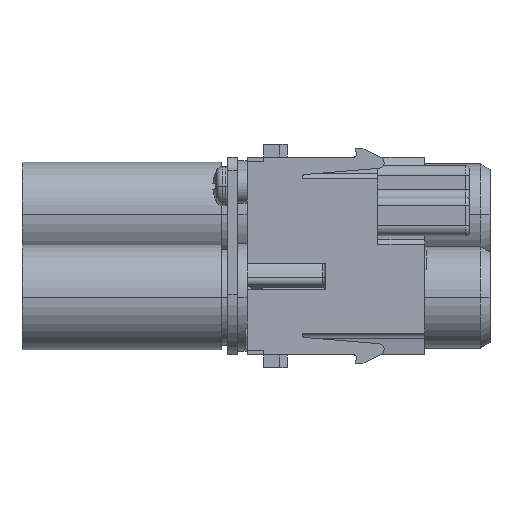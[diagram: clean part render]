
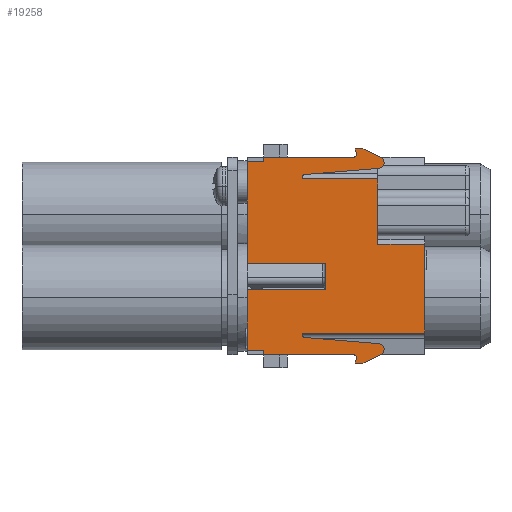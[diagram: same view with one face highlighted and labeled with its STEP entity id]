
A CAD part, left-side view. The second image highlights one B-rep face of the part: STEP entity #19258.
In plain terms, the highlighted planar face has unit normal (-1, 0, 0).
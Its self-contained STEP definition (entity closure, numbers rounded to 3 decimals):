
#2970=DIRECTION('',(0.,0.,-1.));
#2971=VECTOR('',#2970,9.3);
#2972=CARTESIAN_POINT('',(-14.65,0.,-5.15));
#2973=LINE('',#2972,#2971);
#3103=DIRECTION('',(0.,0.,-1.));
#3104=VECTOR('',#3103,15.6);
#3105=CARTESIAN_POINT('',(-14.65,0.,14.45));
#3106=LINE('',#3105,#3104);
#4554=DIRECTION('',(0.,-1.,0.));
#4555=VECTOR('',#4554,13.85);
#4556=CARTESIAN_POINT('',(-14.65,-2.5,15.15));
#4557=LINE('',#4556,#4555);
#4647=DIRECTION('',(0.,0.,1.));
#4648=VECTOR('',#4647,10.);
#4649=CARTESIAN_POINT('',(-14.65,-20.,1.8));
#4650=LINE('',#4649,#4648);
#4651=DIRECTION('',(0.,1.,0.));
#4652=VECTOR('',#4651,7.2);
#4653=CARTESIAN_POINT('',(-14.65,-27.2,1.8));
#4654=LINE('',#4653,#4652);
#4655=DIRECTION('',(0.,-1.,0.));
#4656=VECTOR('',#4655,18.7);
#4657=CARTESIAN_POINT('',(-14.65,-8.5,-11.8));
#4658=LINE('',#4657,#4656);
#4659=DIRECTION('',(0.,0.,-1.));
#4660=VECTOR('',#4659,0.374);
#4661=CARTESIAN_POINT('',(-14.65,-8.5,-11.8));
#4662=LINE('',#4661,#4660);
#4663=CARTESIAN_POINT('',(-14.65,-8.8,-12.174));
#4664=DIRECTION('',(-1.,0.,0.));
#4665=DIRECTION('',(0.,1.,0.));
#4666=AXIS2_PLACEMENT_3D('',#4663,#4664,#4665);
#4668=DIRECTION('',(0.,-0.996,-0.084));
#4669=VECTOR('',#4668,11.44);
#4670=CARTESIAN_POINT('',(-14.65,-8.775,-12.473));
#4671=LINE('',#4670,#4669);
#4672=CARTESIAN_POINT('',(-14.65,-20.1,-14.317));
#4673=DIRECTION('',(1.,0.,0.));
#4674=DIRECTION('',(0.,-0.084,0.996));
#4675=AXIS2_PLACEMENT_3D('',#4672,#4673,#4674);
#4677=DIRECTION('',(0.,0.906,-0.423));
#4678=VECTOR('',#4677,3.023);
#4679=CARTESIAN_POINT('',(-14.65,-20.476,-15.123));
#4680=LINE('',#4679,#4678);
#4681=DIRECTION('',(0.,1.,0.));
#4682=VECTOR('',#4681,1.2);
#4683=CARTESIAN_POINT('',(-14.65,-17.736,-16.4));
#4684=LINE('',#4683,#4682);
#4685=DIRECTION('',(0.,-0.259,0.966));
#4686=VECTOR('',#4685,0.773);
#4687=CARTESIAN_POINT('',(-14.65,-16.536,-16.4));
#4688=LINE('',#4687,#4686);
#4689=CARTESIAN_POINT('',(-14.65,-16.35,-15.55));
#4690=DIRECTION('',(-1.,0.,0.));
#4691=DIRECTION('',(0.,-0.966,-0.259));
#4692=AXIS2_PLACEMENT_3D('',#4689,#4690,#4691);
#4694=DIRECTION('',(0.,0.,-1.));
#4695=VECTOR('',#4694,0.7);
#4696=CARTESIAN_POINT('',(-14.65,-2.5,-14.45));
#4697=LINE('',#4696,#4695);
#4698=DIRECTION('',(0.,-1.,0.));
#4699=VECTOR('',#4698,2.5);
#4700=CARTESIAN_POINT('',(-14.65,0.,-14.45));
#4701=LINE('',#4700,#4699);
#4702=DIRECTION('',(0.,-1.,0.));
#4703=VECTOR('',#4702,12.);
#4704=CARTESIAN_POINT('',(-14.65,0.,-5.15));
#4705=LINE('',#4704,#4703);
#4706=DIRECTION('',(0.,0.,1.));
#4707=VECTOR('',#4706,4.);
#4708=CARTESIAN_POINT('',(-14.65,-12.,-5.15));
#4709=LINE('',#4708,#4707);
#4710=DIRECTION('',(0.,-1.,0.));
#4711=VECTOR('',#4710,12.);
#4712=CARTESIAN_POINT('',(-14.65,0.,-1.15));
#4713=LINE('',#4712,#4711);
#4714=DIRECTION('',(0.,-1.,0.));
#4715=VECTOR('',#4714,2.5);
#4716=CARTESIAN_POINT('',(-14.65,0.,14.45));
#4717=LINE('',#4716,#4715);
#4718=DIRECTION('',(0.,0.,-1.));
#4719=VECTOR('',#4718,0.7);
#4720=CARTESIAN_POINT('',(-14.65,-2.5,15.15));
#4721=LINE('',#4720,#4719);
#4722=CARTESIAN_POINT('',(-14.65,-16.35,15.55));
#4723=DIRECTION('',(-1.,0.,0.));
#4724=DIRECTION('',(0.,0.,-1.));
#4725=AXIS2_PLACEMENT_3D('',#4722,#4723,#4724);
#4727=DIRECTION('',(0.,0.259,0.966));
#4728=VECTOR('',#4727,0.773);
#4729=CARTESIAN_POINT('',(-14.65,-16.736,15.654));
#4730=LINE('',#4729,#4728);
#4731=DIRECTION('',(0.,-1.,0.));
#4732=VECTOR('',#4731,1.2);
#4733=CARTESIAN_POINT('',(-14.65,-16.536,16.4));
#4734=LINE('',#4733,#4732);
#4735=DIRECTION('',(0.,-0.906,-0.423));
#4736=VECTOR('',#4735,3.023);
#4737=CARTESIAN_POINT('',(-14.65,-17.736,16.4));
#4738=LINE('',#4737,#4736);
#4739=CARTESIAN_POINT('',(-14.65,-20.1,14.317));
#4740=DIRECTION('',(1.,0.,0.));
#4741=DIRECTION('',(0.,-0.423,0.906));
#4742=AXIS2_PLACEMENT_3D('',#4739,#4740,#4741);
#4744=DIRECTION('',(0.,0.996,-0.084));
#4745=VECTOR('',#4744,11.44);
#4746=CARTESIAN_POINT('',(-14.65,-20.174,13.43));
#4747=LINE('',#4746,#4745);
#4748=CARTESIAN_POINT('',(-14.65,-8.8,12.174));
#4749=DIRECTION('',(-1.,0.,0.));
#4750=DIRECTION('',(0.,0.084,0.996));
#4751=AXIS2_PLACEMENT_3D('',#4748,#4749,#4750);
#4753=DIRECTION('',(0.,0.,-1.));
#4754=VECTOR('',#4753,0.374);
#4755=CARTESIAN_POINT('',(-14.65,-8.5,12.174));
#4756=LINE('',#4755,#4754);
#4757=DIRECTION('',(0.,-1.,0.));
#4758=VECTOR('',#4757,11.5);
#4759=CARTESIAN_POINT('',(-14.65,-8.5,11.8));
#4760=LINE('',#4759,#4758);
#4798=DIRECTION('',(0.,0.,1.));
#4799=VECTOR('',#4798,13.6);
#4800=CARTESIAN_POINT('',(-14.65,-27.2,-11.8));
#4801=LINE('',#4800,#4799);
#6242=DIRECTION('',(0.,1.,0.));
#6243=VECTOR('',#6242,13.85);
#6244=CARTESIAN_POINT('',(-14.65,-16.35,-15.15));
#6245=LINE('',#6244,#6243);
#11199=CARTESIAN_POINT('',(-14.65,0.,-1.15));
#11200=VERTEX_POINT('',#11199);
#11201=CARTESIAN_POINT('',(-14.65,0.,-5.15));
#11203=VERTEX_POINT('',#11201);
#11205=CARTESIAN_POINT('',(-14.65,-12.,-5.15));
#11206=CARTESIAN_POINT('',(-14.65,-12.,-1.15));
#11207=VERTEX_POINT('',#11205);
#11208=VERTEX_POINT('',#11206);
#11241=CARTESIAN_POINT('',(-14.65,0.,14.45));
#11243=VERTEX_POINT('',#11241);
#11259=CARTESIAN_POINT('',(-14.65,0.,-14.45));
#11261=VERTEX_POINT('',#11259);
#11267=CARTESIAN_POINT('',(-14.65,-2.5,15.15));
#11268=CARTESIAN_POINT('',(-14.65,-2.5,14.45));
#11269=VERTEX_POINT('',#11267);
#11270=VERTEX_POINT('',#11268);
#11271=CARTESIAN_POINT('',(-14.65,-2.5,-14.45));
#11272=CARTESIAN_POINT('',(-14.65,-2.5,-15.15));
#11273=VERTEX_POINT('',#11271);
#11274=VERTEX_POINT('',#11272);
#11529=CARTESIAN_POINT('',(-14.65,-8.5,-11.8));
#11530=CARTESIAN_POINT('',(-14.65,-27.2,-11.8));
#11531=VERTEX_POINT('',#11529);
#11532=VERTEX_POINT('',#11530);
#11553=CARTESIAN_POINT('',(-14.65,-8.5,11.8));
#11554=VERTEX_POINT('',#11553);
#11557=CARTESIAN_POINT('',(-14.65,-16.35,15.15));
#11558=CARTESIAN_POINT('',(-14.65,-16.736,15.654));
#11559=VERTEX_POINT('',#11557);
#11560=VERTEX_POINT('',#11558);
#11561=CARTESIAN_POINT('',(-14.65,-16.536,16.4));
#11562=VERTEX_POINT('',#11561);
#11563=CARTESIAN_POINT('',(-14.65,-17.736,16.4));
#11564=VERTEX_POINT('',#11563);
#11565=CARTESIAN_POINT('',(-14.65,-20.476,15.123));
#11566=VERTEX_POINT('',#11565);
#11567=CARTESIAN_POINT('',(-14.65,-20.174,13.43));
#11568=VERTEX_POINT('',#11567);
#11569=CARTESIAN_POINT('',(-14.65,-8.775,12.473));
#11570=VERTEX_POINT('',#11569);
#11589=CARTESIAN_POINT('',(-14.65,-8.5,12.174));
#11590=VERTEX_POINT('',#11589);
#11591=CARTESIAN_POINT('',(-14.65,-8.775,-12.473));
#11592=CARTESIAN_POINT('',(-14.65,-20.174,-13.43));
#11593=VERTEX_POINT('',#11591);
#11594=VERTEX_POINT('',#11592);
#11595=CARTESIAN_POINT('',(-14.65,-20.476,-15.123));
#11596=VERTEX_POINT('',#11595);
#11597=CARTESIAN_POINT('',(-14.65,-17.736,-16.4));
#11598=VERTEX_POINT('',#11597);
#11599=CARTESIAN_POINT('',(-14.65,-16.536,-16.4));
#11600=VERTEX_POINT('',#11599);
#11601=CARTESIAN_POINT('',(-14.65,-16.736,-15.654));
#11602=VERTEX_POINT('',#11601);
#11603=CARTESIAN_POINT('',(-14.65,-16.35,-15.15));
#11604=VERTEX_POINT('',#11603);
#11623=CARTESIAN_POINT('',(-14.65,-8.5,-12.174));
#11624=VERTEX_POINT('',#11623);
#11715=CARTESIAN_POINT('',(-14.65,-20.,1.8));
#11716=CARTESIAN_POINT('',(-14.65,-20.,11.8));
#11717=VERTEX_POINT('',#11715);
#11718=VERTEX_POINT('',#11716);
#11719=CARTESIAN_POINT('',(-14.65,-27.2,1.8));
#11720=VERTEX_POINT('',#11719);
#19192=CARTESIAN_POINT('',(-14.65,0.,15.15));
#19193=DIRECTION('',(1.,0.,0.));
#19194=DIRECTION('',(0.,0.,-1.));
#19195=AXIS2_PLACEMENT_3D('',#19192,#19193,#19194);
#19196=PLANE('',#19195);
#19197=ORIENTED_EDGE('',*,*,#18987,.F.);
#19199=ORIENTED_EDGE('',*,*,#19198,.F.);
#19201=ORIENTED_EDGE('',*,*,#19200,.F.);
#19203=ORIENTED_EDGE('',*,*,#19202,.F.);
#19205=ORIENTED_EDGE('',*,*,#19204,.T.);
#19207=ORIENTED_EDGE('',*,*,#19206,.T.);
#19209=ORIENTED_EDGE('',*,*,#19208,.T.);
#19211=ORIENTED_EDGE('',*,*,#19210,.T.);
#19213=ORIENTED_EDGE('',*,*,#19212,.T.);
#19215=ORIENTED_EDGE('',*,*,#19214,.T.);
#19217=ORIENTED_EDGE('',*,*,#19216,.T.);
#19219=ORIENTED_EDGE('',*,*,#19218,.T.);
#19221=ORIENTED_EDGE('',*,*,#19220,.T.);
#19223=ORIENTED_EDGE('',*,*,#19222,.F.);
#19225=ORIENTED_EDGE('',*,*,#19224,.F.);
#19226=ORIENTED_EDGE('',*,*,#17241,.F.);
#19228=ORIENTED_EDGE('',*,*,#19227,.T.);
#19230=ORIENTED_EDGE('',*,*,#19229,.T.);
#19232=ORIENTED_EDGE('',*,*,#19231,.F.);
#19233=ORIENTED_EDGE('',*,*,#17303,.F.);
#19235=ORIENTED_EDGE('',*,*,#19234,.T.);
#19237=ORIENTED_EDGE('',*,*,#19236,.F.);
#19238=ORIENTED_EDGE('',*,*,#19099,.T.);
#19240=ORIENTED_EDGE('',*,*,#19239,.T.);
#19242=ORIENTED_EDGE('',*,*,#19241,.T.);
#19244=ORIENTED_EDGE('',*,*,#19243,.T.);
#19246=ORIENTED_EDGE('',*,*,#19245,.T.);
#19248=ORIENTED_EDGE('',*,*,#19247,.T.);
#19250=ORIENTED_EDGE('',*,*,#19249,.T.);
#19252=ORIENTED_EDGE('',*,*,#19251,.T.);
#19254=ORIENTED_EDGE('',*,*,#19253,.T.);
#19255=ORIENTED_EDGE('',*,*,#19184,.T.);
#19256=EDGE_LOOP('',(#19197,#19199,#19201,#19203,#19205,#19207,#19209,#19211,
#19213,#19215,#19217,#19219,#19221,#19223,#19225,#19226,#19228,#19230,#19232,
#19233,#19235,#19237,#19238,#19240,#19242,#19244,#19246,#19248,#19250,#19252,
#19254,#19255));
#19257=FACE_OUTER_BOUND('',#19256,.F.);
#19258=ADVANCED_FACE('',(#19257),#19196,.F.);
#4667=CIRCLE('',#4666,0.3);
#4676=CIRCLE('',#4675,0.889);
#4693=CIRCLE('',#4692,0.4);
#4726=CIRCLE('',#4725,0.4);
#4743=CIRCLE('',#4742,0.889);
#4752=CIRCLE('',#4751,0.3);
#17241=EDGE_CURVE('',#11203,#11261,#2973,.T.);
#17303=EDGE_CURVE('',#11243,#11200,#3106,.T.);
#18987=EDGE_CURVE('',#11717,#11718,#4650,.T.);
#19099=EDGE_CURVE('',#11269,#11559,#4557,.T.);
#19184=EDGE_CURVE('',#11554,#11718,#4760,.T.);
#19198=EDGE_CURVE('',#11720,#11717,#4654,.T.);
#19200=EDGE_CURVE('',#11532,#11720,#4801,.T.);
#19202=EDGE_CURVE('',#11531,#11532,#4658,.T.);
#19204=EDGE_CURVE('',#11531,#11624,#4662,.T.);
#19206=EDGE_CURVE('',#11624,#11593,#4667,.T.);
#19208=EDGE_CURVE('',#11593,#11594,#4671,.T.);
#19210=EDGE_CURVE('',#11594,#11596,#4676,.T.);
#19212=EDGE_CURVE('',#11596,#11598,#4680,.T.);
#19214=EDGE_CURVE('',#11598,#11600,#4684,.T.);
#19216=EDGE_CURVE('',#11600,#11602,#4688,.T.);
#19218=EDGE_CURVE('',#11602,#11604,#4693,.T.);
#19220=EDGE_CURVE('',#11604,#11274,#6245,.T.);
#19222=EDGE_CURVE('',#11273,#11274,#4697,.T.);
#19224=EDGE_CURVE('',#11261,#11273,#4701,.T.);
#19227=EDGE_CURVE('',#11203,#11207,#4705,.T.);
#19229=EDGE_CURVE('',#11207,#11208,#4709,.T.);
#19231=EDGE_CURVE('',#11200,#11208,#4713,.T.);
#19234=EDGE_CURVE('',#11243,#11270,#4717,.T.);
#19236=EDGE_CURVE('',#11269,#11270,#4721,.T.);
#19239=EDGE_CURVE('',#11559,#11560,#4726,.T.);
#19241=EDGE_CURVE('',#11560,#11562,#4730,.T.);
#19243=EDGE_CURVE('',#11562,#11564,#4734,.T.);
#19245=EDGE_CURVE('',#11564,#11566,#4738,.T.);
#19247=EDGE_CURVE('',#11566,#11568,#4743,.T.);
#19249=EDGE_CURVE('',#11568,#11570,#4747,.T.);
#19251=EDGE_CURVE('',#11570,#11590,#4752,.T.);
#19253=EDGE_CURVE('',#11590,#11554,#4756,.T.);
